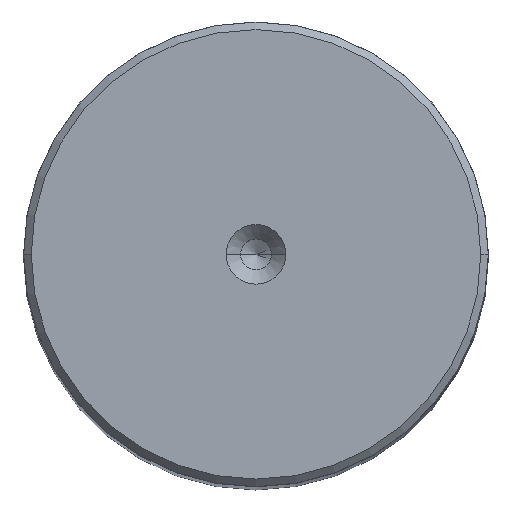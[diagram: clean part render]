
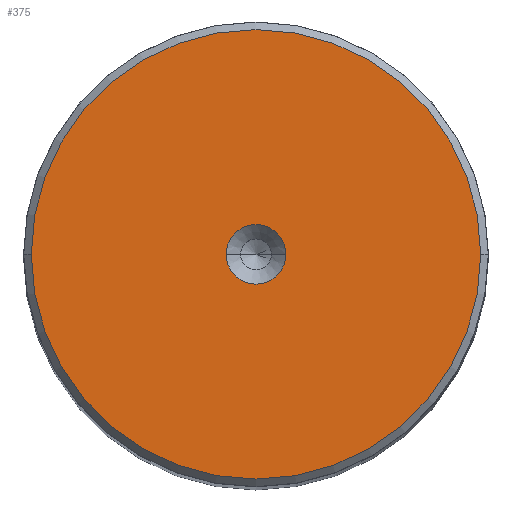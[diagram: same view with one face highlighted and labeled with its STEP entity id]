
A CAD part, top view. The second image highlights one B-rep face of the part: STEP entity #375.
In plain terms, the highlighted planar face has unit normal (0, 0, 1).
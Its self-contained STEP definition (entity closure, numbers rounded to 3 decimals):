
#25 = ORIENTED_EDGE ( 'NONE', *, *, #1299, .T. ) ;
#101 = VERTEX_POINT ( 'NONE', #355 ) ;
#239 = FACE_OUTER_BOUND ( 'NONE', #2313, .T. ) ;
#355 = CARTESIAN_POINT ( 'NONE',  ( -3.85, 0., 240. ) ) ;
#359 = CARTESIAN_POINT ( 'NONE',  ( 0., 0., 240. ) ) ;
#366 = EDGE_CURVE ( 'NONE', #101, #2630, #929, .T. ) ;
#375 = ADVANCED_FACE ( 'NONE', ( #2088, #239 ), #1429, .T. ) ;
#401 = EDGE_CURVE ( 'NONE', #1396, #814, #750, .T. ) ;
#410 = CARTESIAN_POINT ( 'NONE',  ( 0., 0., 240. ) ) ;
#512 = CIRCLE ( 'NONE', #1117, 29.017 ) ;
#646 = DIRECTION ( 'NONE',  ( 1., 0., 0. ) ) ;
#750 = CIRCLE ( 'NONE', #904, 29.017 ) ;
#814 = VERTEX_POINT ( 'NONE', #2401 ) ;
#904 = AXIS2_PLACEMENT_3D ( 'NONE', #410, #1929, #2144 ) ;
#929 = CIRCLE ( 'NONE', #1234, 3.85 ) ;
#931 = CARTESIAN_POINT ( 'NONE',  ( 0., 0., 240. ) ) ;
#1056 = AXIS2_PLACEMENT_3D ( 'NONE', #359, #1701, #2557 ) ;
#1117 = AXIS2_PLACEMENT_3D ( 'NONE', #1748, #2605, #646 ) ;
#1234 = AXIS2_PLACEMENT_3D ( 'NONE', #1484, #2160, #1270 ) ;
#1270 = DIRECTION ( 'NONE',  ( 1., 0., 0. ) ) ;
#1299 = EDGE_CURVE ( 'NONE', #814, #1396, #512, .T. ) ;
#1362 = CARTESIAN_POINT ( 'NONE',  ( 3.85, 0., 240. ) ) ;
#1396 = VERTEX_POINT ( 'NONE', #2729 ) ;
#1429 = PLANE ( 'NONE',  #1056 ) ;
#1484 = CARTESIAN_POINT ( 'NONE',  ( 0., 0., 240. ) ) ;
#1557 = DIRECTION ( 'NONE',  ( 0., 0., 1. ) ) ;
#1626 = EDGE_LOOP ( 'NONE', ( #2041, #1690 ) ) ;
#1690 = ORIENTED_EDGE ( 'NONE', *, *, #366, .F. ) ;
#1701 = DIRECTION ( 'NONE',  ( 0., 0., 1. ) ) ;
#1748 = CARTESIAN_POINT ( 'NONE',  ( 0., 0., 240. ) ) ;
#1929 = DIRECTION ( 'NONE',  ( 0., 0., 1. ) ) ;
#2041 = ORIENTED_EDGE ( 'NONE', *, *, #2531, .F. ) ;
#2088 = FACE_BOUND ( 'NONE', #1626, .T. ) ;
#2106 = ORIENTED_EDGE ( 'NONE', *, *, #401, .T. ) ;
#2144 = DIRECTION ( 'NONE',  ( 1., 0., 0. ) ) ;
#2160 = DIRECTION ( 'NONE',  ( 0., 0., 1. ) ) ;
#2264 = AXIS2_PLACEMENT_3D ( 'NONE', #931, #1557, #2442 ) ;
#2275 = CIRCLE ( 'NONE', #2264, 3.85 ) ;
#2313 = EDGE_LOOP ( 'NONE', ( #2106, #25 ) ) ;
#2401 = CARTESIAN_POINT ( 'NONE',  ( 29.017, 0., 240. ) ) ;
#2442 = DIRECTION ( 'NONE',  ( 1., 0., 0. ) ) ;
#2531 = EDGE_CURVE ( 'NONE', #2630, #101, #2275, .T. ) ;
#2557 = DIRECTION ( 'NONE',  ( 1., 0., 0. ) ) ;
#2605 = DIRECTION ( 'NONE',  ( 0., 0., 1. ) ) ;
#2630 = VERTEX_POINT ( 'NONE', #1362 ) ;
#2729 = CARTESIAN_POINT ( 'NONE',  ( -29.017, 0., 240. ) ) ;
